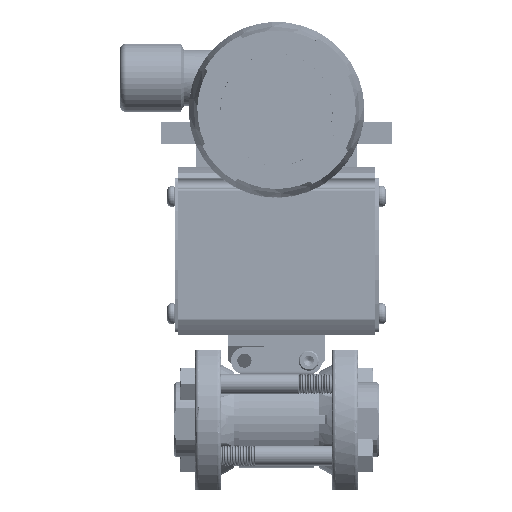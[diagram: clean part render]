
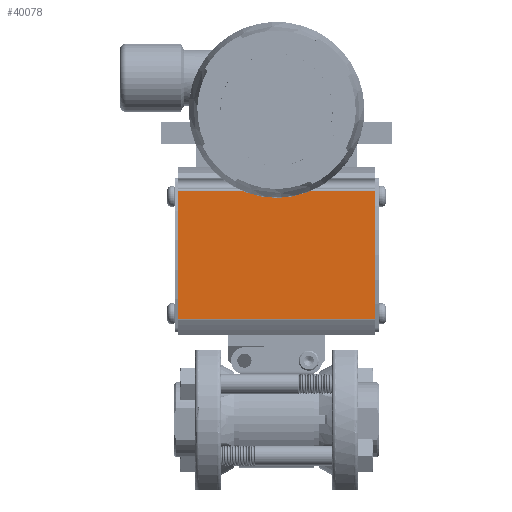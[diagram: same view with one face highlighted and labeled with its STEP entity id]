
A CAD part, top view. The second image highlights one B-rep face of the part: STEP entity #40078.
In plain terms, the highlighted planar face has unit normal (0, 0, 1).
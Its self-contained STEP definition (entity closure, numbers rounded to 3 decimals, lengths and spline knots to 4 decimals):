
#2196 = EDGE_CURVE ( 'NONE', #44365, #74239, #103546, .T. ) ;
#8605 = EDGE_CURVE ( 'NONE', #44365, #75844, #50755, .T. ) ;
#11717 = EDGE_LOOP ( 'NONE', ( #58230, #108337, #159945, #88532 ) ) ;
#14071 = CARTESIAN_POINT ( 'NONE',  ( 1.5275, 3.5694, 1.17 ) ) ;
#16251 = CARTESIAN_POINT ( 'NONE',  ( -1.5275, 3.5621, 1.17 ) ) ;
#17164 = DIRECTION ( 'NONE',  ( -1., 0., 0. ) ) ;
#19958 = CARTESIAN_POINT ( 'NONE',  ( 1.5275, 1.5679, 1.17 ) ) ;
#30901 = VECTOR ( 'NONE', #17164, 39.3701 ) ;
#40078 = ADVANCED_FACE ( 'NONE', ( #102199 ), #130426, .F. ) ;
#42340 = CARTESIAN_POINT ( 'NONE',  ( -5.0403, 3.5621, 1.17 ) ) ;
#44365 = VERTEX_POINT ( 'NONE', #137554 ) ;
#50755 = LINE ( 'NONE', #155877, #118844 ) ;
#58230 = ORIENTED_EDGE ( 'NONE', *, *, #135549, .F. ) ;
#67082 = CARTESIAN_POINT ( 'NONE',  ( -5.0403, 3.5694, 1.17 ) ) ;
#69514 = VECTOR ( 'NONE', #124136, 39.3701 ) ;
#72625 = CARTESIAN_POINT ( 'NONE',  ( -1.5275, 3.5694, 1.17 ) ) ;
#74239 = VERTEX_POINT ( 'NONE', #16251 ) ;
#75844 = VERTEX_POINT ( 'NONE', #19958 ) ;
#77920 = LINE ( 'NONE', #14071, #146177 ) ;
#79967 = DIRECTION ( 'NONE',  ( 0., -1., 0. ) ) ;
#88532 = ORIENTED_EDGE ( 'NONE', *, *, #8605, .T. ) ;
#90233 = VERTEX_POINT ( 'NONE', #105439 ) ;
#102199 = FACE_OUTER_BOUND ( 'NONE', #11717, .T. ) ;
#102970 = LINE ( 'NONE', #42340, #30901 ) ;
#103546 = LINE ( 'NONE', #72625, #69514 ) ;
#104759 = DIRECTION ( 'NONE',  ( 1., 0., 0. ) ) ;
#105439 = CARTESIAN_POINT ( 'NONE',  ( 1.5275, 3.5621, 1.17 ) ) ;
#108337 = ORIENTED_EDGE ( 'NONE', *, *, #161216, .T. ) ;
#118844 = VECTOR ( 'NONE', #104759, 39.3701 ) ;
#124136 = DIRECTION ( 'NONE',  ( 0., 1., 0. ) ) ;
#130426 = PLANE ( 'NONE',  #131354 ) ;
#131354 = AXIS2_PLACEMENT_3D ( 'NONE', #67082, #156818, #79967 ) ;
#135549 = EDGE_CURVE ( 'NONE', #90233, #75844, #77920, .T. ) ;
#137554 = CARTESIAN_POINT ( 'NONE',  ( -1.5275, 1.5679, 1.17 ) ) ;
#146177 = VECTOR ( 'NONE', #155258, 39.3701 ) ;
#155258 = DIRECTION ( 'NONE',  ( 0., -1., 0. ) ) ;
#155877 = CARTESIAN_POINT ( 'NONE',  ( -5.0403, 1.5679, 1.17 ) ) ;
#156818 = DIRECTION ( 'NONE',  ( 0., 0., -1. ) ) ;
#159945 = ORIENTED_EDGE ( 'NONE', *, *, #2196, .F. ) ;
#161216 = EDGE_CURVE ( 'NONE', #90233, #74239, #102970, .T. ) ;
